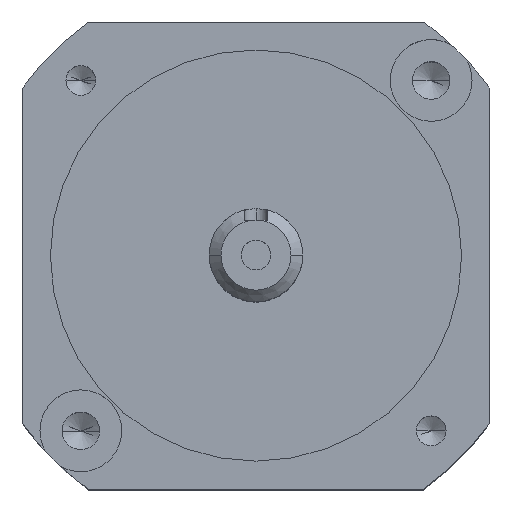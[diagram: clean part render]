
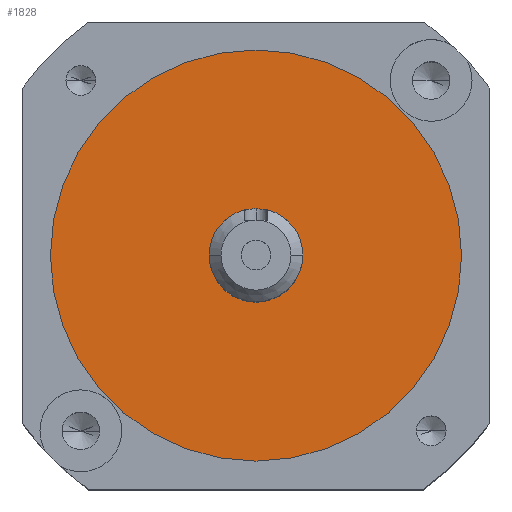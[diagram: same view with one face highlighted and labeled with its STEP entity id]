
A CAD part, top view. The second image highlights one B-rep face of the part: STEP entity #1828.
In plain terms, the highlighted planar face has unit normal (0, 0, 1).
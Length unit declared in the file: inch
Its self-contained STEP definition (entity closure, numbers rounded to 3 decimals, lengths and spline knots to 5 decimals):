
#178 = VERTEX_POINT ( 'NONE', #1584 ) ;
#210 = EDGE_CURVE ( 'NONE', #178, #782, #2362, .T. ) ;
#332 = ORIENTED_EDGE ( 'NONE', *, *, #699, .F. ) ;
#393 = CIRCLE ( 'NONE', #791, 1.1 ) ;
#484 = AXIS2_PLACEMENT_3D ( 'NONE', #1953, #714, #2155 ) ;
#495 = CARTESIAN_POINT ( 'NONE',  ( 0., 0., 0. ) ) ;
#512 = FACE_BOUND ( 'NONE', #1099, .T. ) ;
#559 = CARTESIAN_POINT ( 'NONE',  ( 0.25, 0., 0. ) ) ;
#587 = DIRECTION ( 'NONE',  ( 0., 0., 1. ) ) ;
#606 = AXIS2_PLACEMENT_3D ( 'NONE', #809, #2254, #1010 ) ;
#619 = AXIS2_PLACEMENT_3D ( 'NONE', #2566, #1112, #2574 ) ;
#671 = DIRECTION ( 'NONE',  ( 1., 0., 0. ) ) ;
#687 = DIRECTION ( 'NONE',  ( 1., 0., 0. ) ) ;
#699 = EDGE_CURVE ( 'NONE', #1031, #1942, #2293, .T. ) ;
#714 = DIRECTION ( 'NONE',  ( 0., 0., 1. ) ) ;
#782 = VERTEX_POINT ( 'NONE', #2174 ) ;
#791 = AXIS2_PLACEMENT_3D ( 'NONE', #495, #1921, #687 ) ;
#809 = CARTESIAN_POINT ( 'NONE',  ( 0., 0., 0. ) ) ;
#1010 = DIRECTION ( 'NONE',  ( -1., 0., 0. ) ) ;
#1031 = VERTEX_POINT ( 'NONE', #1628 ) ;
#1099 = EDGE_LOOP ( 'NONE', ( #332, #2585 ) ) ;
#1112 = DIRECTION ( 'NONE',  ( 0., 0., -1. ) ) ;
#1205 = AXIS2_PLACEMENT_3D ( 'NONE', #2448, #587, #671 ) ;
#1443 = ORIENTED_EDGE ( 'NONE', *, *, #2296, .T. ) ;
#1584 = CARTESIAN_POINT ( 'NONE',  ( 1.1, 0., 0. ) ) ;
#1586 = FACE_OUTER_BOUND ( 'NONE', #2349, .T. ) ;
#1628 = CARTESIAN_POINT ( 'NONE',  ( -0.25, 0., 0. ) ) ;
#1828 = ADVANCED_FACE ( 'NONE', ( #1586, #512 ), #2361, .F. ) ;
#1921 = DIRECTION ( 'NONE',  ( 0., 0., 1. ) ) ;
#1942 = VERTEX_POINT ( 'NONE', #559 ) ;
#1953 = CARTESIAN_POINT ( 'NONE',  ( 0., 0., 0. ) ) ;
#2155 = DIRECTION ( 'NONE',  ( -1., 0., 0. ) ) ;
#2174 = CARTESIAN_POINT ( 'NONE',  ( -1.1, 0., 0. ) ) ;
#2254 = DIRECTION ( 'NONE',  ( 0., 0., 1. ) ) ;
#2293 = CIRCLE ( 'NONE', #484, 0.25 ) ;
#2296 = EDGE_CURVE ( 'NONE', #782, #178, #393, .T. ) ;
#2313 = ORIENTED_EDGE ( 'NONE', *, *, #210, .T. ) ;
#2349 = EDGE_LOOP ( 'NONE', ( #2313, #1443 ) ) ;
#2361 = PLANE ( 'NONE',  #619 ) ;
#2362 = CIRCLE ( 'NONE', #1205, 1.1 ) ;
#2448 = CARTESIAN_POINT ( 'NONE',  ( 0., 0., 0. ) ) ;
#2470 = CIRCLE ( 'NONE', #606, 0.25 ) ;
#2566 = CARTESIAN_POINT ( 'NONE',  ( 0., 0., 0. ) ) ;
#2574 = DIRECTION ( 'NONE',  ( -1., 0., 0. ) ) ;
#2580 = EDGE_CURVE ( 'NONE', #1942, #1031, #2470, .T. ) ;
#2585 = ORIENTED_EDGE ( 'NONE', *, *, #2580, .F. ) ;
